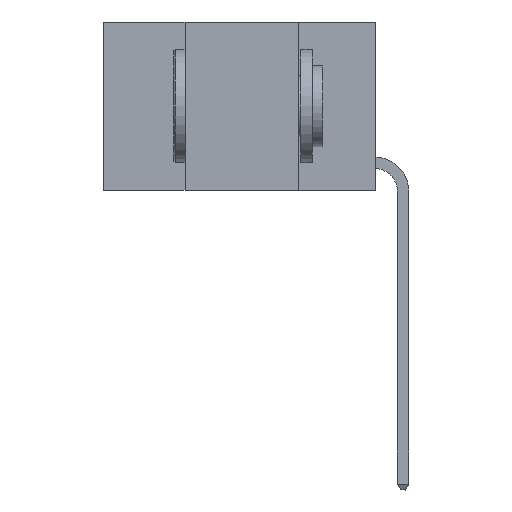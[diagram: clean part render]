
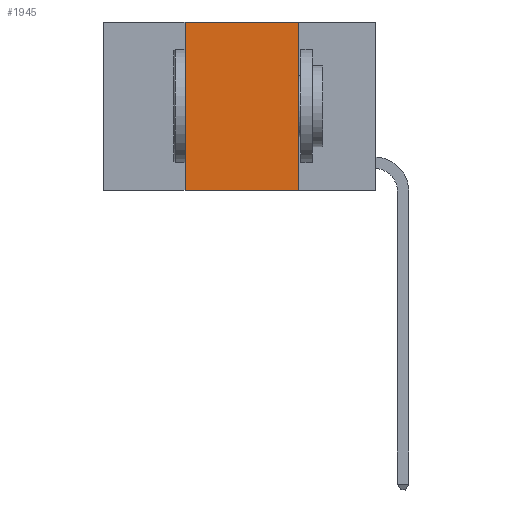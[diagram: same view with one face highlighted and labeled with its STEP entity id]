
A CAD part, left-side view. The second image highlights one B-rep face of the part: STEP entity #1945.
In plain terms, the highlighted planar face has unit normal (-1, 0, 0).
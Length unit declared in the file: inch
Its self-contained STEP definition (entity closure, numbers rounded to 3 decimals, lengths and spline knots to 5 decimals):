
#114 = CARTESIAN_POINT ( 'NONE',  ( 0., 0.42, -0.37 ) ) ;
#1076 = VECTOR ( 'NONE', #3731, 39.37008 ) ;
#1385 = LINE ( 'NONE', #12132, #1076 ) ;
#1945 = ADVANCED_FACE ( 'NONE', ( #11385 ), #8504, .F. ) ;
#3333 = ORIENTED_EDGE ( 'NONE', *, *, #7957, .F. ) ;
#3731 = DIRECTION ( 'NONE',  ( 0., 0., 1. ) ) ;
#3879 = AXIS2_PLACEMENT_3D ( 'NONE', #3966, #6821, #6811 ) ;
#3966 = CARTESIAN_POINT ( 'NONE',  ( 0., 0.6, 0. ) ) ;
#4099 = DIRECTION ( 'NONE',  ( 0., 0., -1. ) ) ;
#4276 = VERTEX_POINT ( 'NONE', #5044 ) ;
#4400 = VERTEX_POINT ( 'NONE', #8892 ) ;
#4778 = VECTOR ( 'NONE', #6090, 39.37008 ) ;
#5000 = ORIENTED_EDGE ( 'NONE', *, *, #10262, .F. ) ;
#5044 = CARTESIAN_POINT ( 'NONE',  ( 0., 0.42, 0. ) ) ;
#5501 = VECTOR ( 'NONE', #4099, 39.37008 ) ;
#6090 = DIRECTION ( 'NONE',  ( 0., -1., 0. ) ) ;
#6619 = DIRECTION ( 'NONE',  ( 0., -1., 0. ) ) ;
#6651 = VERTEX_POINT ( 'NONE', #114 ) ;
#6811 = DIRECTION ( 'NONE',  ( 0., 0., -1. ) ) ;
#6821 = DIRECTION ( 'NONE',  ( 1., 0., 0. ) ) ;
#7957 = EDGE_CURVE ( 'NONE', #4276, #4400, #10049, .T. ) ;
#7958 = LINE ( 'NONE', #8748, #5501 ) ;
#8504 = PLANE ( 'NONE',  #3879 ) ;
#8748 = CARTESIAN_POINT ( 'NONE',  ( 0., 0.17, 0. ) ) ;
#8801 = VERTEX_POINT ( 'NONE', #12269 ) ;
#8892 = CARTESIAN_POINT ( 'NONE',  ( 0., 0.17, 0. ) ) ;
#9654 = EDGE_CURVE ( 'NONE', #6651, #8801, #12156, .T. ) ;
#9813 = CARTESIAN_POINT ( 'NONE',  ( 0., 0.6, -0.37 ) ) ;
#10049 = LINE ( 'NONE', #10330, #12181 ) ;
#10262 = EDGE_CURVE ( 'NONE', #4400, #8801, #7958, .T. ) ;
#10330 = CARTESIAN_POINT ( 'NONE',  ( 0., 0.6, 0. ) ) ;
#10822 = ORIENTED_EDGE ( 'NONE', *, *, #11658, .F. ) ;
#11385 = FACE_OUTER_BOUND ( 'NONE', #12351, .T. ) ;
#11658 = EDGE_CURVE ( 'NONE', #6651, #4276, #1385, .T. ) ;
#11803 = ORIENTED_EDGE ( 'NONE', *, *, #9654, .T. ) ;
#12132 = CARTESIAN_POINT ( 'NONE',  ( 0., 0.42, 0. ) ) ;
#12156 = LINE ( 'NONE', #9813, #4778 ) ;
#12181 = VECTOR ( 'NONE', #6619, 39.37008 ) ;
#12269 = CARTESIAN_POINT ( 'NONE',  ( 0., 0.17, -0.37 ) ) ;
#12351 = EDGE_LOOP ( 'NONE', ( #5000, #3333, #10822, #11803 ) ) ;
